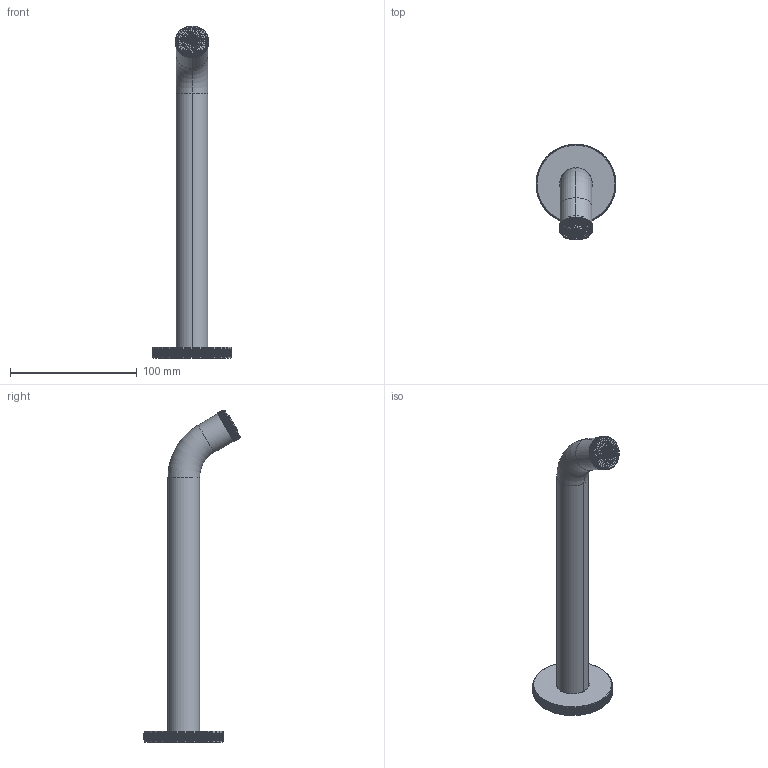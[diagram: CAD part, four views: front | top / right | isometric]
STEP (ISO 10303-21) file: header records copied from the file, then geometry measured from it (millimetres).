
FILE_DESCRIPTION (( 'STEP AP203' ), '1' );
FILE_NAME ('412-0830 Milli Etch Wall Basin Bath Outlet 250mm.STEP', '2024-10-17T00:57:25', ( '' ), ( '' ), 'SwSTEP 2.0', 'SolidWorks 2021', '' );
FILE_SCHEMA (( 'CONFIG_CONTROL_DESIGN' ));
Products named in the file (1): 412-0830 Milli Etch Wall Basin Bath Outlet 250mm
Bounding box: 63 x 75.92 x 262.02 mm (x, y, z)
Volume: 38248.7 mm3; surface area: 54185.3 mm2
Topology: 6 solids, 6 shells, 9784 faces, 20474 edges, 10722 vertices
Faces by surface type: plane 4123, cone 3530, cylinder 2029, torus 100, sphere 2
Entity records: 257304 total; most frequent: CARTESIAN_POINT 64333, ORIENTED_EDGE 40948, DIRECTION 38591, EDGE_CURVE 20474, AXIS2_PLACEMENT_3D 16116, VERTEX_POINT 10722, EDGE_LOOP 9814, ADVANCED_FACE 9784
